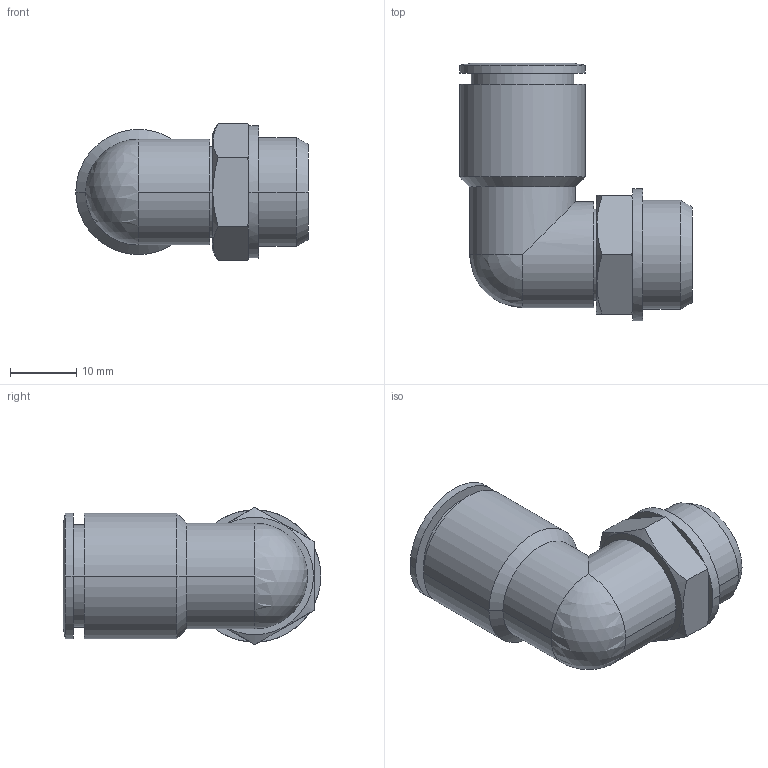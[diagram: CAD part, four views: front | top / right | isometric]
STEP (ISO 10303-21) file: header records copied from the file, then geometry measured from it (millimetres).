
FILE_DESCRIPTION((''),'2;1');
FILE_NAME('221238.stp','2003-05-26T17:03:00',('maffial1'),(''),'Autodesk Inventor (R) 6.0','Autodesk Inventor (R) 6.0','');
FILE_SCHEMA(('AUTOMOTIVE_DESIGN { 1 0 10303 214 1 1 1 1 }'));
Length unit declared in the file: millimetre
Products named in the file (1): 221238
Bounding box: 35.2 x 39 x 20.78 mm (x, y, z)
Volume: 8142.4 mm3; surface area: 5806.5 mm2
Topology: 1 solids, 1 shells, 67 faces, 153 edges, 90 vertices
Faces by surface type: cylinder 24, plane 20, cone 16, bspline 6, sphere 1
Entity records: 1979 total; most frequent: CARTESIAN_POINT 498, DIRECTION 322, ORIENTED_EDGE 298, EDGE_CURVE 149, AXIS2_PLACEMENT_3D 135, VERTEX_POINT 90, EDGE_LOOP 75, CIRCLE 69
